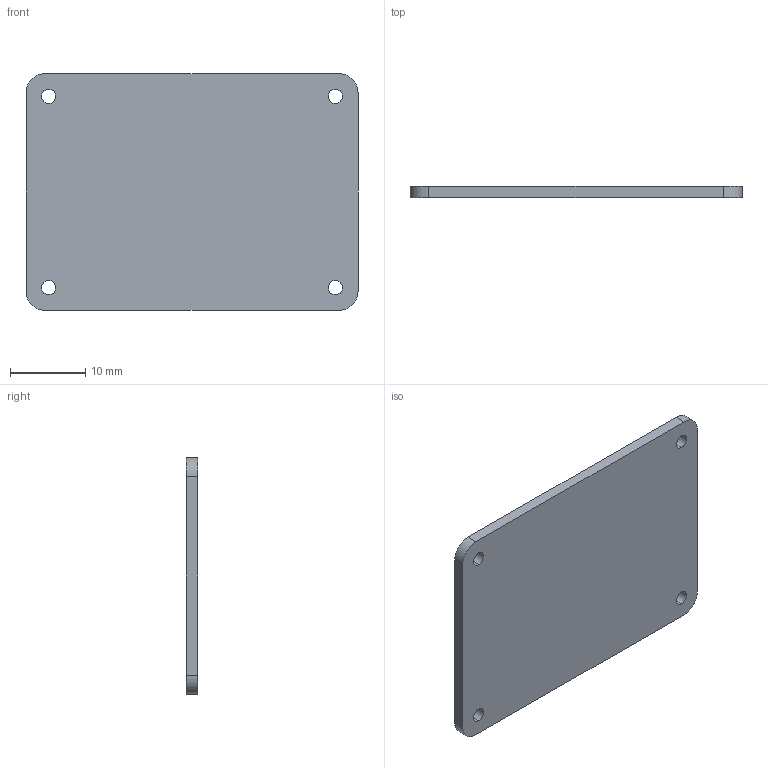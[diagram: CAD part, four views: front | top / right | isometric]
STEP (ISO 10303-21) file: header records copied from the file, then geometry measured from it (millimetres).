
FILE_DESCRIPTION (( 'STEP AP214' ), '1' );
FILE_NAME ('us82.STEP', '2024-02-16T11:42:26', ( '' ), ( '' ), 'SwSTEP 2.0', 'SolidWorks 2023', '' );
FILE_SCHEMA (( 'AUTOMOTIVE_DESIGN' ));
Length unit declared in the file: millimetre
Products named in the file (1): us82
Bounding box: 44.1 x 1.5 x 31.4 mm (x, y, z)
Volume: 1965.6 mm3; surface area: 3096.4 mm2
Topology: 1 solids, 1 shells, 105 faces, 291 edges, 194 vertices
Faces by surface type: bspline 64, plane 29, cylinder 12
Entity records: 5964 total; most frequent: CARTESIAN_POINT 3655, ORIENTED_EDGE 582, EDGE_CURVE 291, DIRECTION 271, VERTEX_POINT 194, LINE 139, VECTOR 139, B_SPLINE_CURVE_WITH_KNOTS 128
